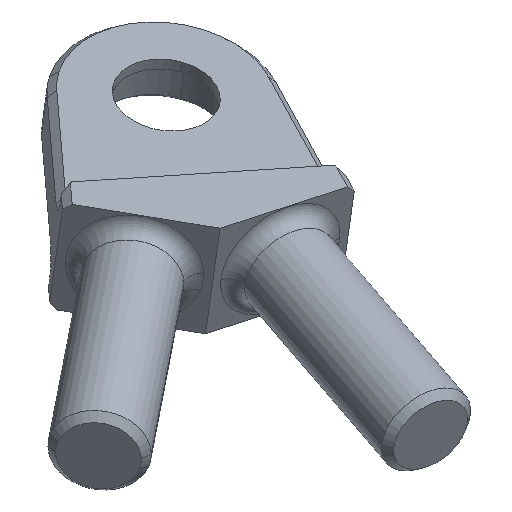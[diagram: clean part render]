
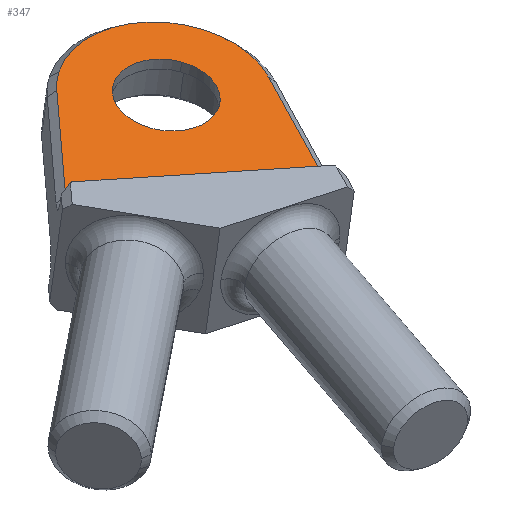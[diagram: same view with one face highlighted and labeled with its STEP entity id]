
A CAD part, isometric view. The second image highlights one B-rep face of the part: STEP entity #347.
In plain terms, the highlighted planar face has unit normal (0, -0.146, 0.989).
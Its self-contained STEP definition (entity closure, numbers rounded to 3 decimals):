
#159=CARTESIAN_POINT('Axis2P3D Location',(1545.,536.777,161.222)) ;
#163=CARTESIAN_POINT('Vertex',(1550.397,539.695,161.651)) ;
#165=CARTESIAN_POINT('Vertex',(1539.603,533.86,160.792)) ;
#191=CARTESIAN_POINT('Control Point',(1539.603,533.86,160.792)) ;
#192=CARTESIAN_POINT('Control Point',(1540.066,533.022,160.669)) ;
#193=CARTESIAN_POINT('Control Point',(1540.696,532.273,160.559)) ;
#194=CARTESIAN_POINT('Control Point',(1541.468,531.657,160.468)) ;
#195=CARTESIAN_POINT('Control Point',(1543.215,530.759,160.336)) ;
#196=CARTESIAN_POINT('Control Point',(1545.176,530.581,160.31)) ;
#197=CARTESIAN_POINT('Control Point',(1546.162,530.686,160.325)) ;
#198=CARTESIAN_POINT('Control Point',(1548.039,531.273,160.411)) ;
#199=CARTESIAN_POINT('Control Point',(1549.553,532.519,160.595)) ;
#200=CARTESIAN_POINT('Control Point',(1550.175,533.283,160.707)) ;
#201=CARTESIAN_POINT('Control Point',(1551.083,535.012,160.962)) ;
#202=CARTESIAN_POINT('Control Point',(1551.263,536.951,161.247)) ;
#203=CARTESIAN_POINT('Control Point',(1551.157,537.927,161.391)) ;
#204=CARTESIAN_POINT('Control Point',(1550.86,538.856,161.528)) ;
#205=CARTESIAN_POINT('Control Point',(1550.397,539.695,161.651)) ;
#274=CARTESIAN_POINT('Axis2P3D Location',(1557.406,555.938,164.042)) ;
#279=CARTESIAN_POINT('Line Origine',(1536.37,523.448,159.26)) ;
#283=CARTESIAN_POINT('Vertex',(1549.117,515.37,158.07)) ;
#285=CARTESIAN_POINT('Vertex',(1523.623,531.526,160.449)) ;
#289=CARTESIAN_POINT('Control Point',(1549.802,516.906,158.297)) ;
#290=CARTESIAN_POINT('Control Point',(1549.665,516.599,158.251)) ;
#291=CARTESIAN_POINT('Control Point',(1549.534,516.289,158.206)) ;
#292=CARTESIAN_POINT('Control Point',(1549.403,515.979,158.16)) ;
#293=CARTESIAN_POINT('Control Point',(1549.266,515.672,158.115)) ;
#294=CARTESIAN_POINT('Control Point',(1549.117,515.37,158.07)) ;
#295=CARTESIAN_POINT('Vertex',(1549.802,516.906,158.297)) ;
#298=CARTESIAN_POINT('Line Origine',(1553.119,524.346,159.392)) ;
#302=CARTESIAN_POINT('Vertex',(1556.437,531.786,160.487)) ;
#305=CARTESIAN_POINT('Axis2P3D Location',(1545.,536.777,161.222)) ;
#309=CARTESIAN_POINT('Vertex',(1538.059,547.062,162.736)) ;
#312=CARTESIAN_POINT('Axis2P3D Location',(1545.,536.777,161.222)) ;
#316=CARTESIAN_POINT('Vertex',(1535.635,544.969,162.427)) ;
#319=CARTESIAN_POINT('Line Origine',(1530.191,538.876,161.531)) ;
#323=CARTESIAN_POINT('Vertex',(1524.747,532.784,160.634)) ;
#327=CARTESIAN_POINT('Control Point',(1523.623,531.526,160.449)) ;
#328=CARTESIAN_POINT('Control Point',(1523.838,531.786,160.487)) ;
#329=CARTESIAN_POINT('Control Point',(1524.062,532.038,160.524)) ;
#330=CARTESIAN_POINT('Control Point',(1524.292,532.285,160.56)) ;
#331=CARTESIAN_POINT('Control Point',(1524.522,532.533,160.597)) ;
#332=CARTESIAN_POINT('Control Point',(1524.747,532.784,160.634)) ;
#160=DIRECTION('Axis2P3D Direction',(0.,-0.146,0.989)) ;
#275=DIRECTION('Axis2P3D Direction',(0.,-0.146,0.989)) ;
#276=DIRECTION('Axis2P3D XDirection',(-0.539,-0.833,-0.123)) ;
#280=DIRECTION('Vector Direction',(0.842,-0.534,-0.079)) ;
#299=DIRECTION('Vector Direction',(-0.404,-0.905,-0.133)) ;
#306=DIRECTION('Axis2P3D Direction',(0.,-0.146,0.989)) ;
#313=DIRECTION('Axis2P3D Direction',(0.,-0.146,0.989)) ;
#320=DIRECTION('Vector Direction',(0.662,0.741,0.109)) ;
#161=AXIS2_PLACEMENT_3D('Circle Axis2P3D',#159,#160,$) ;
#277=AXIS2_PLACEMENT_3D('Plane Axis2P3D',#274,#275,#276) ;
#307=AXIS2_PLACEMENT_3D('Circle Axis2P3D',#305,#306,$) ;
#314=AXIS2_PLACEMENT_3D('Circle Axis2P3D',#312,#313,$) ;
#335=ORIENTED_EDGE('',*,*,#287,.F.) ;
#336=ORIENTED_EDGE('',*,*,#297,.F.) ;
#337=ORIENTED_EDGE('',*,*,#304,.F.) ;
#338=ORIENTED_EDGE('',*,*,#311,.F.) ;
#339=ORIENTED_EDGE('',*,*,#318,.F.) ;
#340=ORIENTED_EDGE('',*,*,#325,.F.) ;
#341=ORIENTED_EDGE('',*,*,#333,.F.) ;
#344=ORIENTED_EDGE('',*,*,#206,.F.) ;
#345=ORIENTED_EDGE('',*,*,#167,.F.) ;
#346=FACE_BOUND('',#343,.T.) ;
#281=VECTOR('Line Direction',#280,1.) ;
#300=VECTOR('Line Direction',#299,1.) ;
#321=VECTOR('Line Direction',#320,1.) ;
#347=ADVANCED_FACE('Corps principal',(#342,#346),#278,.T.) ;
#190=B_SPLINE_CURVE_WITH_KNOTS('',5,(#191,#192,#193,#194,#195,#196,#197,#198,#199,#200,#201,#202,#203,#204,#205),.UNSPECIFIED.,.F.,.U.,(6,3,3,3,6),(-9.66,-4.83,0.,4.83,9.66),.UNSPECIFIED.) ;
#288=B_SPLINE_CURVE_WITH_KNOTS('',5,(#289,#290,#291,#292,#293,#294),.UNSPECIFIED.,.F.,.U.,(6,6),(0.,2.401),.UNSPECIFIED.) ;
#326=B_SPLINE_CURVE_WITH_KNOTS('',5,(#327,#328,#329,#330,#331,#332),.UNSPECIFIED.,.F.,.U.,(6,6),(0.,2.401),.UNSPECIFIED.) ;
#162=CIRCLE('generated circle',#161,6.15) ;
#308=CIRCLE('generated circle',#307,12.5) ;
#315=CIRCLE('generated circle',#314,12.5) ;
#167=EDGE_CURVE('',#164,#166,#162,.T.) ;
#206=EDGE_CURVE('',#166,#164,#190,.T.) ;
#287=EDGE_CURVE('',#284,#286,#282,.F.) ;
#297=EDGE_CURVE('',#296,#284,#288,.T.) ;
#304=EDGE_CURVE('',#303,#296,#301,.T.) ;
#311=EDGE_CURVE('',#310,#303,#308,.F.) ;
#318=EDGE_CURVE('',#317,#310,#315,.F.) ;
#325=EDGE_CURVE('',#324,#317,#322,.T.) ;
#333=EDGE_CURVE('',#286,#324,#326,.T.) ;
#334=EDGE_LOOP('',(#335,#336,#337,#338,#339,#340,#341)) ;
#343=EDGE_LOOP('',(#344,#345)) ;
#342=FACE_OUTER_BOUND('',#334,.T.) ;
#282=LINE('Line',#279,#281) ;
#301=LINE('Line',#298,#300) ;
#322=LINE('Line',#319,#321) ;
#278=PLANE('Plane',#277) ;
#164=VERTEX_POINT('',#163) ;
#166=VERTEX_POINT('',#165) ;
#284=VERTEX_POINT('',#283) ;
#286=VERTEX_POINT('',#285) ;
#296=VERTEX_POINT('',#295) ;
#303=VERTEX_POINT('',#302) ;
#310=VERTEX_POINT('',#309) ;
#317=VERTEX_POINT('',#316) ;
#324=VERTEX_POINT('',#323) ;
